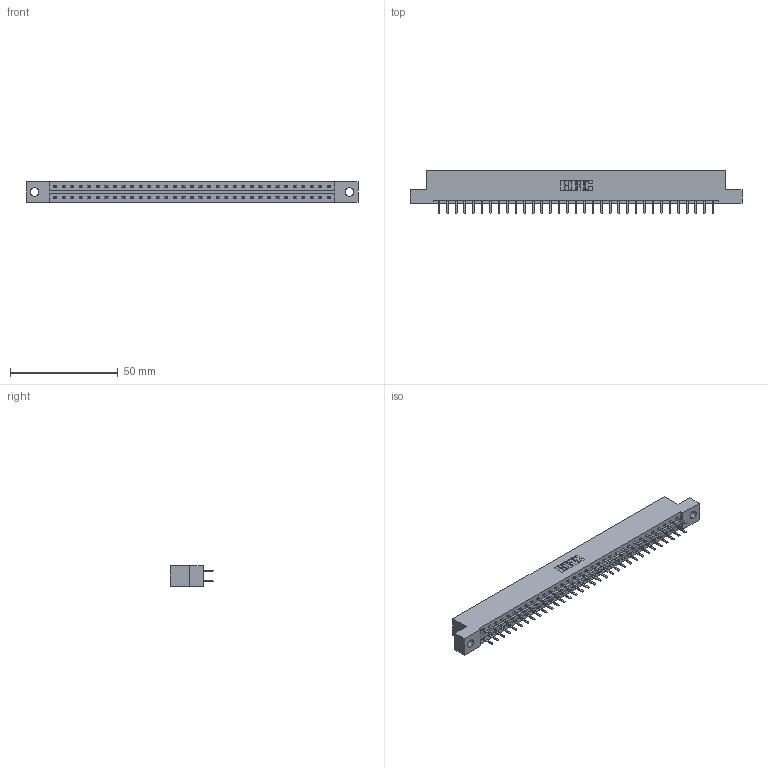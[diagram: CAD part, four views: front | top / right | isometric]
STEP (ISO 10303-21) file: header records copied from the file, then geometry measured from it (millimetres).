
FILE_DESCRIPTION (( 'STEP AP203' ), '1' );
FILE_NAME ('387-066-520-204.STEP', '2018-09-21T09:00:23', ( '' ), ( '' ), 'SwSTEP 2.0', 'SolidWorks 2016', '' );
FILE_SCHEMA (( 'CONFIG_CONTROL_DESIGN' ));
Length unit declared in the file: inch
Products named in the file (3): 337 Part_Flush Mounting Lugs - 0.156 Dia-TH; 345-292-001_345-293-120; 387-066-520-204
Assembly tree (67 placements, depth 2):
  387-066-520-204
    337 Part_Flush Mounting Lugs - 0.156 Dia-TH
    345-292-001_345-293-120  x66
Bounding box: 153.77 x 20.02 x 9.4 mm (x, y, z)
Volume: 15969 mm3; surface area: 17680.2 mm2
Topology: 67 solids, 67 shells, 3942 faces, 11465 edges, 7466 vertices
Faces by surface type: plane 2710, cylinder 1232
Entity records: 26867 total; most frequent: CARTESIAN_POINT 4546, ORIENTED_EDGE 4470, DIRECTION 3871, EDGE_CURVE 2235, LINE 2103, VECTOR 2103, VERTEX_POINT 1486, AXIS2_PLACEMENT_3D 884
